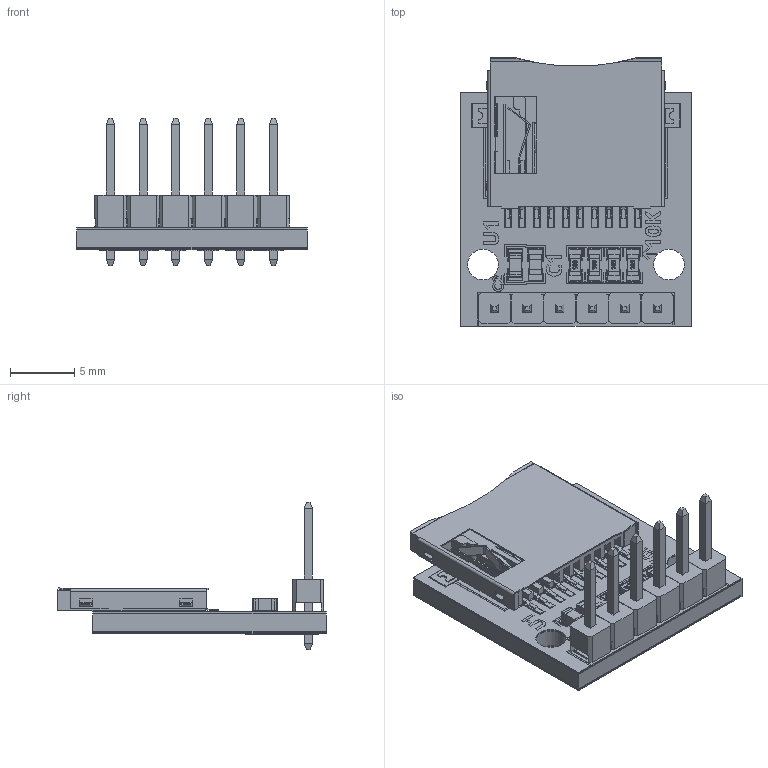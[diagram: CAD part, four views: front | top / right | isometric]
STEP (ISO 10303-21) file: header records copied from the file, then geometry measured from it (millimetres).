
FILE_DESCRIPTION(('FreeCAD Model'),'2;1');
FILE_NAME('Open CASCADE Shape Model','2025-07-25T12:52:35',(''),(''), 'Open CASCADE STEP processor 7.6','FreeCAD','Unknown');
FILE_SCHEMA(('AUTOMOTIVE_DESIGN { 1 0 10303 214 1 1 1 1 }'));
Length unit declared in the file: millimetre
Products named in the file (81): microSD_module; board; board_body; mask_up; mask_bt; metal_bt; metal_up; silk; silk001; silk002; silk003; silk004; silk005; silk007; silk008; text; 10K; U1; C1; C2; 3V3; CS; MOSI; CLK001; MISO; GND001; sd_slot; sd_cover; body; pins; conn001; conn002; conn003; conn004; conn005; conn006; conn007; conn008; conn009; conn010 ...
Assembly tree (80 placements, depth 5):
  microSD_module
    board
      board_body
      mask_up
      mask_bt
      metal_bt
      metal_up
      silk
        silk001
        silk002
        silk003
        silk004
        silk005
        silk007
        silk008
        text
          10K
          U1
          C1
          C2
          3V3
          CS
          MOSI
          CLK001
          MISO
          GND001
    sd_slot
      sd_cover
      body
      pins
        conn001
        conn002
        conn003
        conn004
        conn005
        conn006
        conn007
        conn008
        conn009
        conn010
    smd
      M1608_res_001
        body006
        pin011
        label006
        ShapeString009
        pin012
      M1608_res_002
        body007
        pin013
        label007
        ShapeString010
        pin014
      M1608_res_003
        body008
        pin015
        label008
        ShapeString011
        pin016
      M1608_res_004
Bounding box: 18 x 20.91 x 11.5 mm (x, y, z)
Volume: 745 mm3; surface area: 4672.5 mm2
Topology: 53 solids, 93 shells, 1489 faces, 4213 edges, 2909 vertices
Faces by surface type: plane 1153, cylinder 200, bspline 118, sphere 16, torus 2
Full cylindrical faces by diameter (mm): 0.9 x30, 1.16 x2, 1.5 x10, 1.6 x10, 1.7 x5, 1.74 x5, 2.4 x10
Entity records: 62729 total; most frequent: CARTESIAN_POINT 23274, ORIENTED_EDGE 7770, DIRECTION 6777, EDGE_CURVE 4213, LINE 3213, VECTOR 3213, VERTEX_POINT 2909, AXIS2_PLACEMENT_3D 1782
